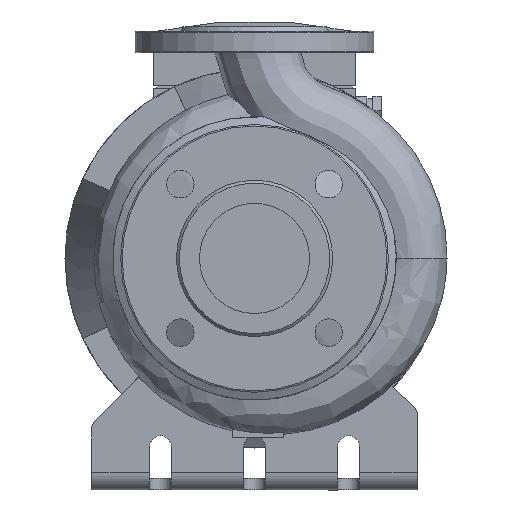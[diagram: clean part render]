
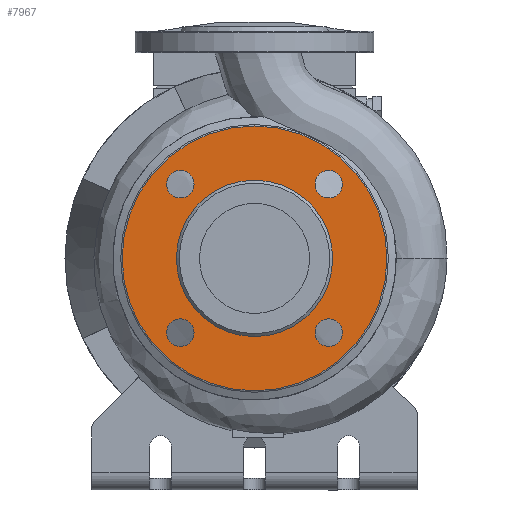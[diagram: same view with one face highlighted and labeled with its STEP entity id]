
A CAD part, left-side view. The second image highlights one B-rep face of the part: STEP entity #7967.
In plain terms, the highlighted planar face has unit normal (-1, 0, 0).
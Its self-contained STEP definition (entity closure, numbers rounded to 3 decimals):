
#227=FACE_BOUND('',#1191,.T.);
#228=FACE_BOUND('',#1192,.T.);
#229=FACE_BOUND('',#1193,.T.);
#230=FACE_BOUND('',#1194,.T.);
#231=FACE_BOUND('',#1195,.T.);
#326=PLANE('',#8591);
#674=FACE_OUTER_BOUND('',#1190,.T.);
#1190=EDGE_LOOP('',(#6023));
#1191=EDGE_LOOP('',(#6024));
#1192=EDGE_LOOP('',(#6025));
#1193=EDGE_LOOP('',(#6026));
#1194=EDGE_LOOP('',(#6027));
#1195=EDGE_LOOP('',(#6028));
#3032=CIRCLE('',#8578,9.5);
#3034=CIRCLE('',#8581,9.5);
#3036=CIRCLE('',#8584,9.5);
#3038=CIRCLE('',#8587,9.5);
#3039=CIRCLE('',#8589,54.);
#3041=CIRCLE('',#8592,91.5);
#3558=VERTEX_POINT('',#12458);
#3560=VERTEX_POINT('',#12463);
#3562=VERTEX_POINT('',#12468);
#3564=VERTEX_POINT('',#12473);
#3565=VERTEX_POINT('',#12476);
#3567=VERTEX_POINT('',#12481);
#4469=EDGE_CURVE('',#3558,#3558,#3032,.T.);
#4471=EDGE_CURVE('',#3560,#3560,#3034,.T.);
#4473=EDGE_CURVE('',#3562,#3562,#3036,.T.);
#4475=EDGE_CURVE('',#3564,#3564,#3038,.T.);
#4476=EDGE_CURVE('',#3565,#3565,#3039,.T.);
#4478=EDGE_CURVE('',#3567,#3567,#3041,.T.);
#6023=ORIENTED_EDGE('',*,*,#4478,.T.);
#6024=ORIENTED_EDGE('',*,*,#4469,.F.);
#6025=ORIENTED_EDGE('',*,*,#4471,.F.);
#6026=ORIENTED_EDGE('',*,*,#4473,.F.);
#6027=ORIENTED_EDGE('',*,*,#4475,.F.);
#6028=ORIENTED_EDGE('',*,*,#4476,.F.);
#7967=ADVANCED_FACE('',(#674,#227,#228,#229,#230,#231),#326,.F.);
#8578=AXIS2_PLACEMENT_3D('',#12459,#9931,#9932);
#8581=AXIS2_PLACEMENT_3D('',#12464,#9937,#9938);
#8584=AXIS2_PLACEMENT_3D('',#12469,#9943,#9944);
#8587=AXIS2_PLACEMENT_3D('',#12474,#9949,#9950);
#8589=AXIS2_PLACEMENT_3D('',#12477,#9953,#9954);
#8591=AXIS2_PLACEMENT_3D('',#12480,#9957,#9958);
#8592=AXIS2_PLACEMENT_3D('',#12482,#9959,#9960);
#9931=DIRECTION('center_axis',(-1.,0.,0.));
#9932=DIRECTION('ref_axis',(0.,1.,0.));
#9937=DIRECTION('center_axis',(-1.,0.,0.));
#9938=DIRECTION('ref_axis',(0.,0.,
1.));
#9943=DIRECTION('center_axis',(-1.,0.,0.));
#9944=DIRECTION('ref_axis',(0.,-1.,0.));
#9949=DIRECTION('center_axis',(-1.,0.,0.));
#9950=DIRECTION('ref_axis',(0.,0.,-1.));
#9953=DIRECTION('center_axis',(-1.,0.,0.));
#9954=DIRECTION('ref_axis',(0.,-1.,0.));
#9957=DIRECTION('center_axis',(1.,0.,0.));
#9958=DIRECTION('ref_axis',(0.,0.,1.));
#9959=DIRECTION('center_axis',(-1.,0.,0.));
#9960=DIRECTION('ref_axis',(0.,-1.,0.));
#12458=CARTESIAN_POINT('',(-98.,-60.765,108.735));
#12459=CARTESIAN_POINT('Origin',(-98.,-51.265,108.735));
#12463=CARTESIAN_POINT('',(-98.,51.265,99.235));
#12464=CARTESIAN_POINT('Origin',(-98.,51.265,108.735));
#12468=CARTESIAN_POINT('',(-98.,60.765,211.265));
#12469=CARTESIAN_POINT('Origin',(-98.,51.265,211.265));
#12473=CARTESIAN_POINT('',(-98.,-51.265,220.765));
#12474=CARTESIAN_POINT('Origin',(-98.,-51.265,211.265));
#12476=CARTESIAN_POINT('',(-98.,-54.,160.));
#12477=CARTESIAN_POINT('Origin',(-98.,0.,160.));
#12480=CARTESIAN_POINT('Origin',(-98.,-72.75,160.));
#12481=CARTESIAN_POINT('',(-98.,-91.5,160.));
#12482=CARTESIAN_POINT('Origin',(-98.,0.,160.));
